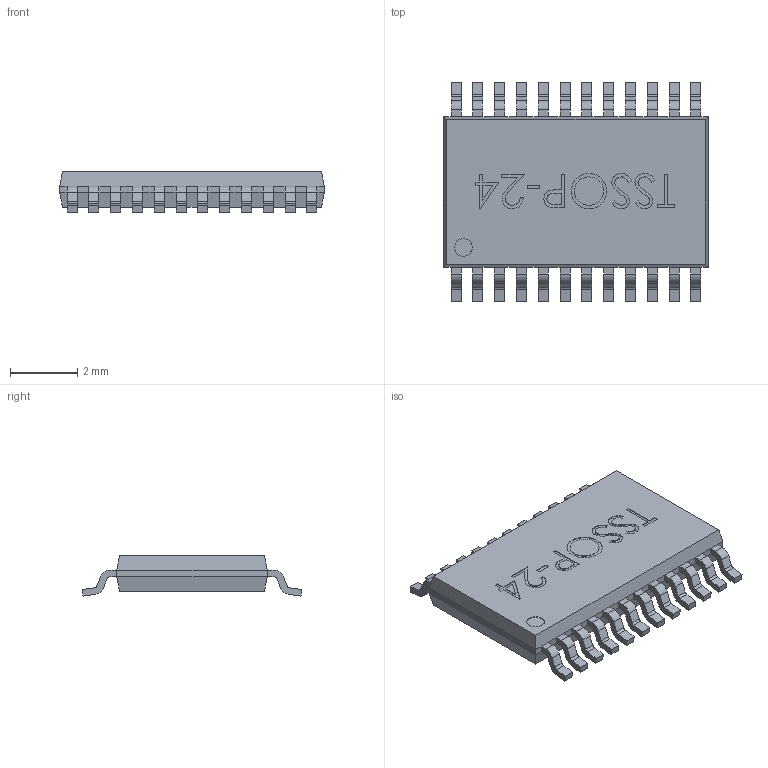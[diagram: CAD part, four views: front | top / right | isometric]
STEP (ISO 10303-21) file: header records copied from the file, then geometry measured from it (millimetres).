
FILE_DESCRIPTION(('FreeCAD Model'),'2;1');
FILE_NAME('User Library-TSSOP24_(JEDEC_MO-153).step','2017-10-13T10:19:14',( 'kicad StepUp'),('ksu MCAD'),'Open CASCADE STEP processor 7.1', 'FreeCAD','Unknown');
FILE_SCHEMA(('AUTOMOTIVE_DESIGN_CC2 { 1 2 10303 214 -1 1 5 4 }'));
Length unit declared in the file: millimetre
Products named in the file (1): User_Library-TSSOP24_(JEDEC_MO-153)
Bounding box: 7.9 x 6.56 x 1.2 mm (x, y, z)
Volume: 38.2 mm3; surface area: 125 mm2
Topology: 1 solids, 1 shells, 457 faces, 1225 edges, 782 vertices
Faces by surface type: plane 309, cylinder 96, bspline 50, cone 2
Entity records: 19865 total; most frequent: CARTESIAN_POINT 5443, ORIENTED_EDGE 2450, DIRECTION 2137, EDGE_CURVE 1225, LINE 929, VECTOR 929, VERTEX_POINT 782, AXIS2_PLACEMENT_3D 604
